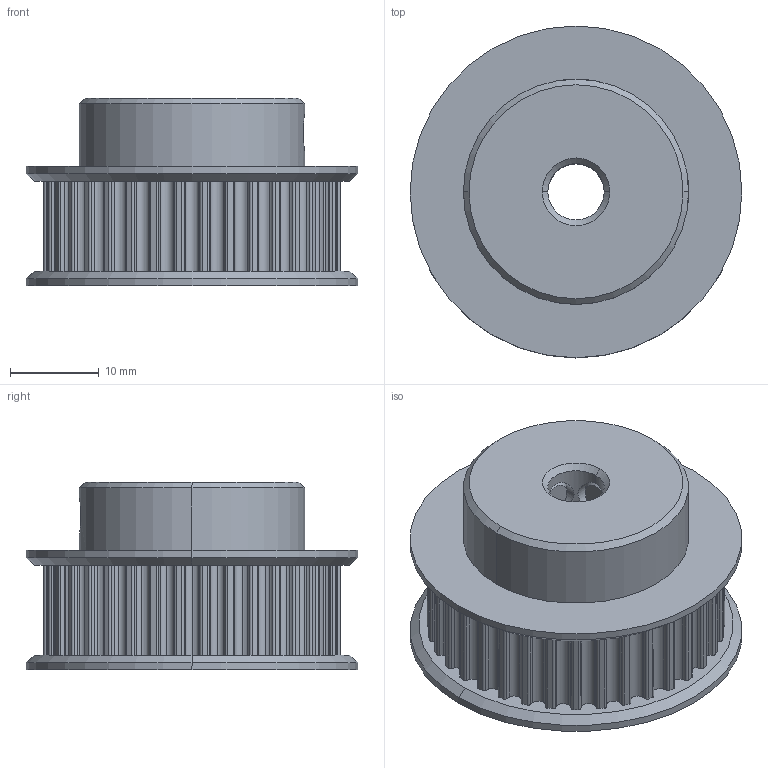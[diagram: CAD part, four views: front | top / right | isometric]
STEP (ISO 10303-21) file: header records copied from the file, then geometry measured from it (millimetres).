
FILE_DESCRIPTION (( 'STEP AP203' ), '1' );
FILE_NAME ('3764N137_High-Strength Gt Timing Belt Pulley.STEP', '2021-09-14T21:36:37', ( 'Administrator' ), ( 'Managed by Terraform' ), 'SwSTEP 2.0', 'SolidWorks 2017', '' );
FILE_SCHEMA (( 'CONFIG_CONTROL_DESIGN' ));
Length unit declared in the file: millimetre
Products named in the file (1): 3764N137_High-Strength Gt Timing Belt Pulley
Bounding box: 37.41 x 37.41 x 21.16 mm (x, y, z)
Volume: 15122.9 mm3; surface area: 5514.5 mm2
Topology: 1 solids, 1 shells, 306 faces, 875 edges, 578 vertices
Faces by surface type: cylinder 267, plane 23, cone 16
Entity records: 10582 total; most frequent: DIRECTION 2027, CARTESIAN_POINT 1980, ORIENTED_EDGE 1750, EDGE_CURVE 875, AXIS2_PLACEMENT_3D 853, VERTEX_POINT 578, CIRCLE 546, VECTOR 321
